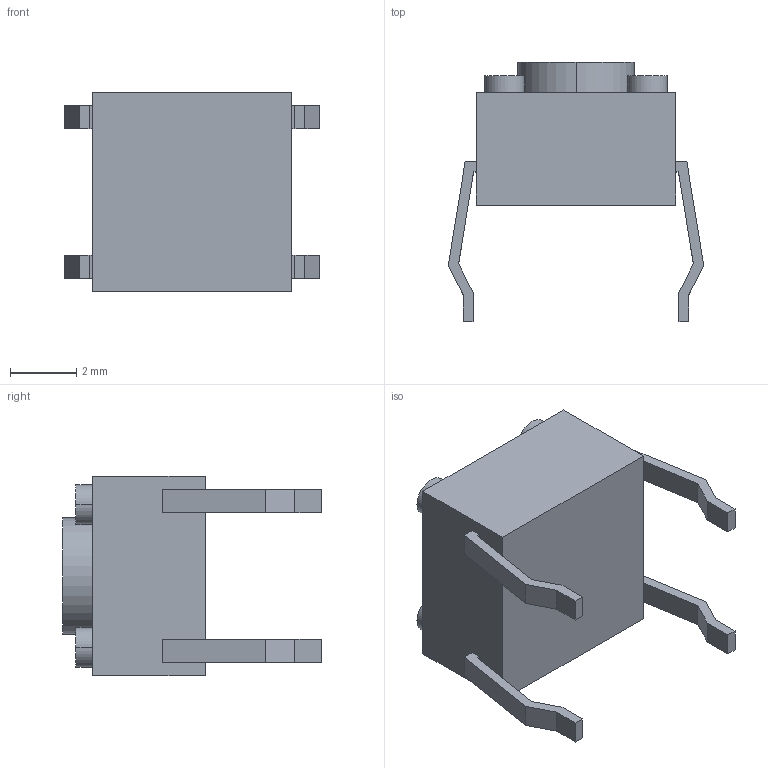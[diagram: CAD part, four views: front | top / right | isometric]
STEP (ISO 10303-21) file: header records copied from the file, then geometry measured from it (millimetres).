
FILE_DESCRIPTION (( 'STEP AP214' ), '1' );
FILE_NAME ('OMRON-B3F_1000.step', '2010-04-16T10:25:21', ( 'sysAdmin' ), ( 'SolidWorks' ), 'SwSTEP 2.0', 'SolidWorks 2010', '' );
FILE_SCHEMA (( 'AUTOMOTIVE_DESIGN' ));
Length unit declared in the file: millimetre
Products named in the file (3): OMRON-B3F_1000_B3F_1000_BASE; OMRON-B3F_1000; OMRON-B3F_1000_B3F_1000_BUTTON
Assembly tree (2 placements, depth 2):
  OMRON-B3F_1000
    OMRON-B3F_1000_B3F_1000_BUTTON
    OMRON-B3F_1000_B3F_1000_BASE
Bounding box: 7.7 x 7.8 x 6 mm (x, y, z)
Volume: 128.9 mm3; surface area: 242.4 mm2
Topology: 2 solids, 2 shells, 69 faces, 168 edges, 112 vertices
Faces by surface type: plane 57, cylinder 12
Entity records: 2303 total; most frequent: CARTESIAN_POINT 354, DIRECTION 340, ORIENTED_EDGE 336, EDGE_CURVE 168, VECTOR 144, LINE 144, VERTEX_POINT 112, AXIS2_PLACEMENT_3D 98
